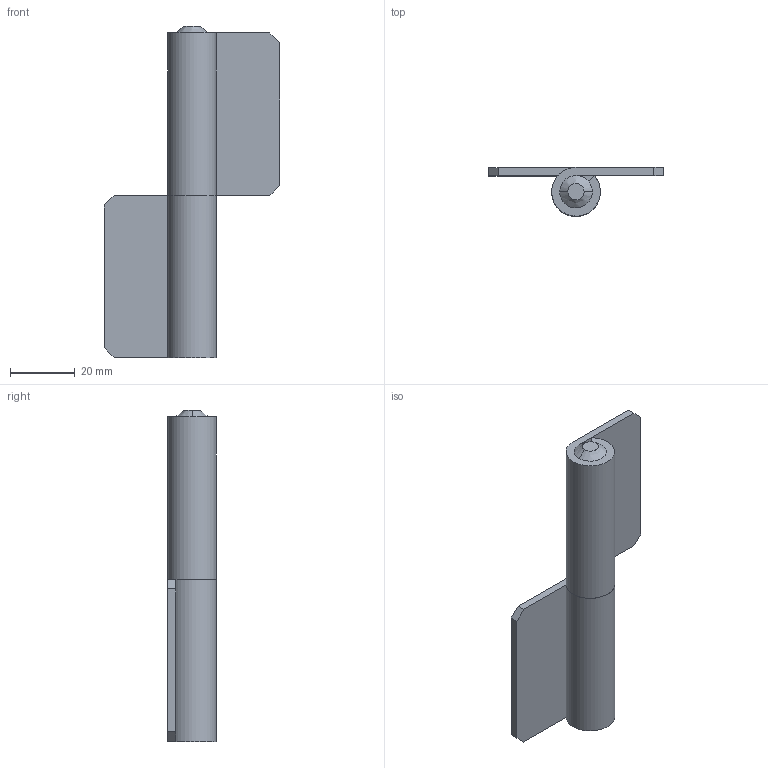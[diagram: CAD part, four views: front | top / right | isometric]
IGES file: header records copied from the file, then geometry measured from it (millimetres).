
Start section: ------------------------------------------------------------------------
Global section: file name: PC14.1852.TH_119_3_11319.igs; native system: spGate; preprocessor: ver16.7.1; author: Unknown; organization: Unknown; date: 200501.145158; units: millimetre
Bounding box: 54 x 14.99 x 102 mm (x, y, z)
Volume: 22398 mm3; surface area: 13450.5 mm2
Topology: 2 solids, 2 shells, 27 faces, 65 edges, 42 vertices
Faces by surface type: bspline 27
